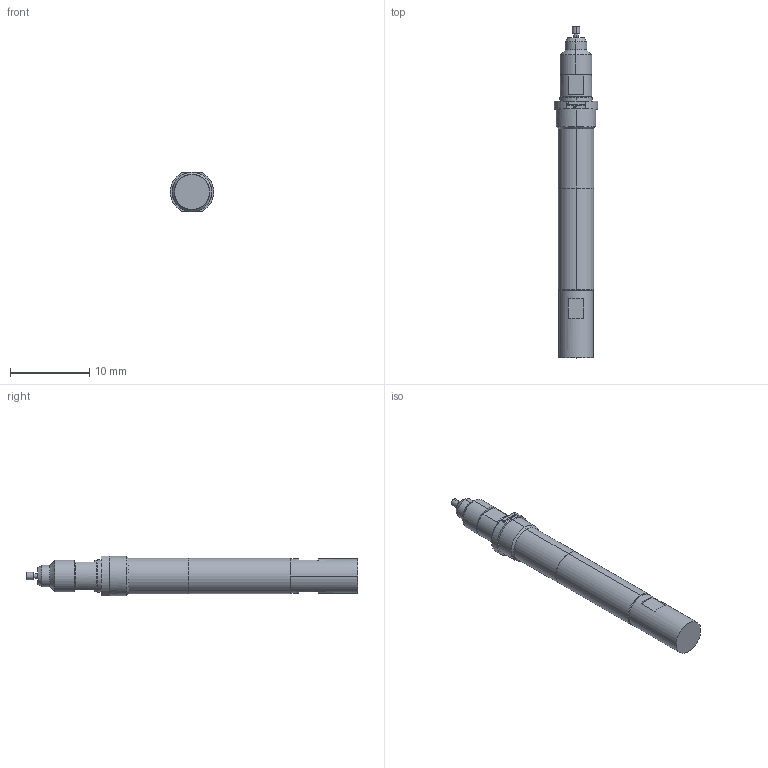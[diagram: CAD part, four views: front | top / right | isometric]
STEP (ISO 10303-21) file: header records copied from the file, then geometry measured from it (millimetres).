
FILE_DESCRIPTION (( 'STEP AP203' ), '1' );
FILE_NAME ('INGUN_HFS-860_303_090_A_xx42_SSMP_M.STEP', '2021-10-19T09:14:30', ( 'ochi' ), ( '' ), 'SwSTEP 2.0', 'SolidWorks 2018', '' );
FILE_SCHEMA (( 'CONFIG_CONTROL_DESIGN' ));
Length unit declared in the file: millimetre
Products named in the file (1): INGUN_HFS-860_303_090_A_xx42_SSMP_M
Bounding box: 5.48 x 42 x 5 mm (x, y, z)
Volume: 605.6 mm3; surface area: 618.6 mm2
Topology: 1 solids, 1 shells, 136 faces, 330 edges, 211 vertices
Faces by surface type: plane 72, cylinder 50, cone 14
Entity records: 4043 total; most frequent: DIRECTION 720, CARTESIAN_POINT 676, ORIENTED_EDGE 656, EDGE_CURVE 328, AXIS2_PLACEMENT_3D 255, VERTEX_POINT 211, VECTOR 210, LINE 210
